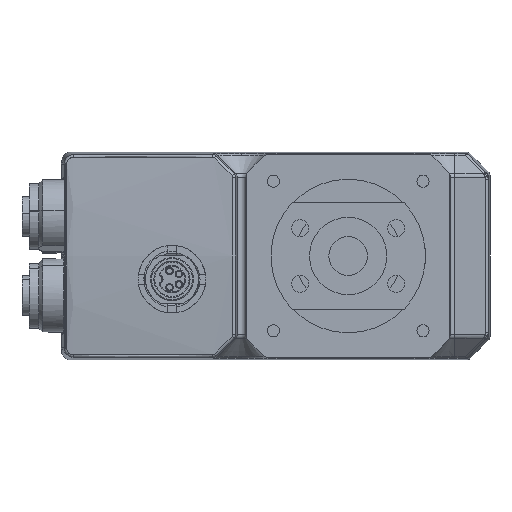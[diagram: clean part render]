
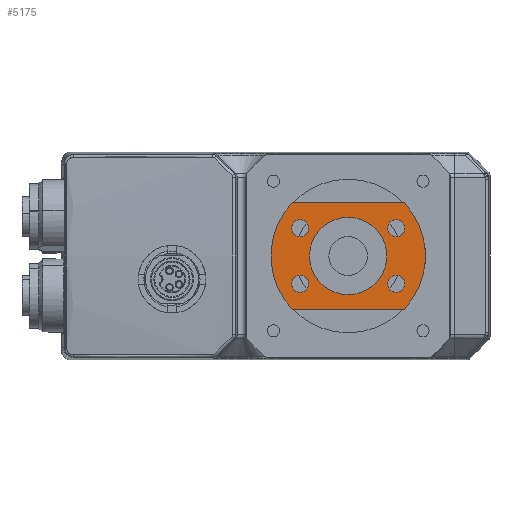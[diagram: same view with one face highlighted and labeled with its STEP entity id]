
A CAD part, front view. The second image highlights one B-rep face of the part: STEP entity #5175.
In plain terms, the highlighted planar face has unit normal (0, -1, 0).
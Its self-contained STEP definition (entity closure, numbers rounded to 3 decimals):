
#93 = EDGE_CURVE ( 'NONE', #21195, #26764, #11886, .T. ) ;
#181 = CARTESIAN_POINT ( 'NONE',  ( 9.959, -100.629, 4. ) ) ;
#536 = VERTEX_POINT ( 'NONE', #29650 ) ;
#1010 = VERTEX_POINT ( 'NONE', #29370 ) ;
#1646 = AXIS2_PLACEMENT_3D ( 'NONE', #8892, #27851, #19211 ) ;
#1719 = LINE ( 'NONE', #34819, #5479 ) ;
#2496 = CARTESIAN_POINT ( 'NONE',  ( 9.959, -100.629, -5.75 ) ) ;
#3709 = FACE_BOUND ( 'NONE', #23437, .T. ) ;
#4126 = FACE_BOUND ( 'NONE', #21151, .T. ) ;
#4289 = EDGE_CURVE ( 'NONE', #28634, #30737, #1719, .T. ) ;
#4769 = VERTEX_POINT ( 'NONE', #26377 ) ;
#4807 = CIRCLE ( 'NONE', #13737, 16. ) ;
#5175 = ADVANCED_FACE ( 'NONE', ( #33350, #3709, #30401, #28693, #4126, #8772 ), #11377, .F. ) ;
#5257 = DIRECTION ( 'NONE',  ( 0., 0., -1. ) ) ;
#5280 = DIRECTION ( 'NONE',  ( 0., 1., 0. ) ) ;
#5352 = CIRCLE ( 'NONE', #28241, 1.75 ) ;
#5438 = DIRECTION ( 'NONE',  ( -1., 0., 0. ) ) ;
#5479 = VECTOR ( 'NONE', #5438, 1000. ) ;
#5820 = ORIENTED_EDGE ( 'NONE', *, *, #93, .F. ) ;
#6041 = AXIS2_PLACEMENT_3D ( 'NONE', #9266, #28457, #27989 ) ;
#6279 = EDGE_LOOP ( 'NONE', ( #23945, #19505 ) ) ;
#6578 = EDGE_LOOP ( 'NONE', ( #23377, #9427, #5820, #12595 ) ) ;
#6669 = ORIENTED_EDGE ( 'NONE', *, *, #24547, .T. ) ;
#7726 = AXIS2_PLACEMENT_3D ( 'NONE', #32215, #26409, #34680 ) ;
#7844 = DIRECTION ( 'NONE',  ( 0., 0., -1. ) ) ;
#8089 = DIRECTION ( 'NONE',  ( 1., 0., 0. ) ) ;
#8500 = CIRCLE ( 'NONE', #6041, 1.75 ) ;
#8772 = FACE_OUTER_BOUND ( 'NONE', #6578, .T. ) ;
#8786 = DIRECTION ( 'NONE',  ( 0., 0., -1. ) ) ;
#8892 = CARTESIAN_POINT ( 'NONE',  ( 0., -100.629, 0. ) ) ;
#9266 = CARTESIAN_POINT ( 'NONE',  ( 9.959, -100.629, -5.75 ) ) ;
#9325 = EDGE_CURVE ( 'NONE', #10208, #536, #5352, .T. ) ;
#9345 = VECTOR ( 'NONE', #8089, 1000. ) ;
#9403 = AXIS2_PLACEMENT_3D ( 'NONE', #26824, #13184, #32158 ) ;
#9414 = DIRECTION ( 'NONE',  ( 0., 1., 0. ) ) ;
#9427 = ORIENTED_EDGE ( 'NONE', *, *, #13555, .F. ) ;
#10072 = CARTESIAN_POINT ( 'NONE',  ( -9.959, -100.629, -5.75 ) ) ;
#10128 = CIRCLE ( 'NONE', #10957, 1.75 ) ;
#10208 = VERTEX_POINT ( 'NONE', #26782 ) ;
#10308 = DIRECTION ( 'NONE',  ( 0., 1., 0. ) ) ;
#10743 = EDGE_CURVE ( 'NONE', #30737, #21195, #4807, .T. ) ;
#10957 = AXIS2_PLACEMENT_3D ( 'NONE', #10072, #10308, #7844 ) ;
#11212 = EDGE_CURVE ( 'NONE', #17195, #12270, #15781, .T. ) ;
#11296 = CARTESIAN_POINT ( 'NONE',  ( 9.959, -100.629, 7.5 ) ) ;
#11377 = PLANE ( 'NONE',  #24408 ) ;
#11629 = CARTESIAN_POINT ( 'NONE',  ( -8., -100.629, 0. ) ) ;
#11698 = DIRECTION ( 'NONE',  ( 0., 0., -1. ) ) ;
#11886 = LINE ( 'NONE', #24332, #9345 ) ;
#12108 = AXIS2_PLACEMENT_3D ( 'NONE', #31084, #9414, #23172 ) ;
#12267 = AXIS2_PLACEMENT_3D ( 'NONE', #29802, #32281, #5257 ) ;
#12270 = VERTEX_POINT ( 'NONE', #181 ) ;
#12595 = ORIENTED_EDGE ( 'NONE', *, *, #10743, .F. ) ;
#13184 = DIRECTION ( 'NONE',  ( 0., 1., 0. ) ) ;
#13254 = EDGE_CURVE ( 'NONE', #4769, #28361, #27687, .T. ) ;
#13451 = DIRECTION ( 'NONE',  ( 0., 0., -1. ) ) ;
#13492 = CIRCLE ( 'NONE', #33085, 1.75 ) ;
#13554 = ORIENTED_EDGE ( 'NONE', *, *, #9325, .T. ) ;
#13555 = EDGE_CURVE ( 'NONE', #26764, #28634, #29336, .T. ) ;
#13737 = AXIS2_PLACEMENT_3D ( 'NONE', #19850, #30878, #11698 ) ;
#14171 = VERTEX_POINT ( 'NONE', #21630 ) ;
#14238 = DIRECTION ( 'NONE',  ( 0., 1., 0. ) ) ;
#15543 = VERTEX_POINT ( 'NONE', #33107 ) ;
#15781 = CIRCLE ( 'NONE', #23110, 1.75 ) ;
#16240 = ORIENTED_EDGE ( 'NONE', *, *, #32825, .T. ) ;
#16267 = ORIENTED_EDGE ( 'NONE', *, *, #32607, .T. ) ;
#16999 = EDGE_CURVE ( 'NONE', #23576, #14171, #13492, .T. ) ;
#17195 = VERTEX_POINT ( 'NONE', #11296 ) ;
#17320 = CIRCLE ( 'NONE', #9403, 8. ) ;
#18040 = EDGE_CURVE ( 'NONE', #1010, #15543, #26913, .T. ) ;
#18507 = EDGE_CURVE ( 'NONE', #12270, #17195, #31076, .T. ) ;
#18796 = DIRECTION ( 'NONE',  ( 0., 0., -1. ) ) ;
#19211 = DIRECTION ( 'NONE',  ( 0., 0., -1. ) ) ;
#19464 = CARTESIAN_POINT ( 'NONE',  ( 0., -100.629, 8. ) ) ;
#19505 = ORIENTED_EDGE ( 'NONE', *, *, #21049, .T. ) ;
#19850 = CARTESIAN_POINT ( 'NONE',  ( 0., -100.629, 0. ) ) ;
#21049 = EDGE_CURVE ( 'NONE', #14171, #23576, #8500, .T. ) ;
#21151 = EDGE_LOOP ( 'NONE', ( #24417, #16240 ) ) ;
#21161 = CARTESIAN_POINT ( 'NONE',  ( 11.619, -100.629, 11. ) ) ;
#21195 = VERTEX_POINT ( 'NONE', #23375 ) ;
#21630 = CARTESIAN_POINT ( 'NONE',  ( 9.959, -100.629, -4. ) ) ;
#23110 = AXIS2_PLACEMENT_3D ( 'NONE', #29467, #5280, #18796 ) ;
#23172 = DIRECTION ( 'NONE',  ( 0., 0., -1. ) ) ;
#23375 = CARTESIAN_POINT ( 'NONE',  ( -11.619, -100.629, 11. ) ) ;
#23377 = ORIENTED_EDGE ( 'NONE', *, *, #4289, .F. ) ;
#23437 = EDGE_LOOP ( 'NONE', ( #13554, #6669 ) ) ;
#23560 = ORIENTED_EDGE ( 'NONE', *, *, #11212, .T. ) ;
#23576 = VERTEX_POINT ( 'NONE', #25431 ) ;
#23743 = CIRCLE ( 'NONE', #12108, 1.75 ) ;
#23945 = ORIENTED_EDGE ( 'NONE', *, *, #16999, .T. ) ;
#24332 = CARTESIAN_POINT ( 'NONE',  ( -8., -100.629, 11. ) ) ;
#24408 = AXIS2_PLACEMENT_3D ( 'NONE', #11629, #14238, #8786 ) ;
#24417 = ORIENTED_EDGE ( 'NONE', *, *, #13254, .T. ) ;
#24547 = EDGE_CURVE ( 'NONE', #536, #10208, #10128, .T. ) ;
#24752 = AXIS2_PLACEMENT_3D ( 'NONE', #28034, #25206, #33473 ) ;
#25206 = DIRECTION ( 'NONE',  ( 0., 1., 0. ) ) ;
#25431 = CARTESIAN_POINT ( 'NONE',  ( 9.959, -100.629, -7.5 ) ) ;
#25615 = CARTESIAN_POINT ( 'NONE',  ( -11.619, -100.629, -11. ) ) ;
#26377 = CARTESIAN_POINT ( 'NONE',  ( 0., -100.629, -8. ) ) ;
#26409 = DIRECTION ( 'NONE',  ( 0., 1., 0. ) ) ;
#26764 = VERTEX_POINT ( 'NONE', #21161 ) ;
#26782 = CARTESIAN_POINT ( 'NONE',  ( -9.959, -100.629, -7.5 ) ) ;
#26824 = CARTESIAN_POINT ( 'NONE',  ( 0., -100.629, 0. ) ) ;
#26913 = CIRCLE ( 'NONE', #24752, 1.75 ) ;
#27263 = EDGE_LOOP ( 'NONE', ( #30045, #23560 ) ) ;
#27687 = CIRCLE ( 'NONE', #1646, 8. ) ;
#27851 = DIRECTION ( 'NONE',  ( 0., 1., 0. ) ) ;
#27989 = DIRECTION ( 'NONE',  ( 0., 0., -1. ) ) ;
#28034 = CARTESIAN_POINT ( 'NONE',  ( -9.959, -100.629, 5.75 ) ) ;
#28241 = AXIS2_PLACEMENT_3D ( 'NONE', #30862, #33576, #34032 ) ;
#28361 = VERTEX_POINT ( 'NONE', #19464 ) ;
#28457 = DIRECTION ( 'NONE',  ( 0., 1., 0. ) ) ;
#28634 = VERTEX_POINT ( 'NONE', #30726 ) ;
#28693 = FACE_BOUND ( 'NONE', #6279, .T. ) ;
#29336 = CIRCLE ( 'NONE', #7726, 16. ) ;
#29370 = CARTESIAN_POINT ( 'NONE',  ( -9.959, -100.629, 7.5 ) ) ;
#29467 = CARTESIAN_POINT ( 'NONE',  ( 9.959, -100.629, 5.75 ) ) ;
#29650 = CARTESIAN_POINT ( 'NONE',  ( -9.959, -100.629, -4. ) ) ;
#29802 = CARTESIAN_POINT ( 'NONE',  ( 9.959, -100.629, 5.75 ) ) ;
#30045 = ORIENTED_EDGE ( 'NONE', *, *, #18507, .T. ) ;
#30401 = FACE_BOUND ( 'NONE', #27263, .T. ) ;
#30726 = CARTESIAN_POINT ( 'NONE',  ( 11.619, -100.629, -11. ) ) ;
#30737 = VERTEX_POINT ( 'NONE', #25615 ) ;
#30862 = CARTESIAN_POINT ( 'NONE',  ( -9.959, -100.629, -5.75 ) ) ;
#30878 = DIRECTION ( 'NONE',  ( 0., 1., 0. ) ) ;
#31076 = CIRCLE ( 'NONE', #12267, 1.75 ) ;
#31084 = CARTESIAN_POINT ( 'NONE',  ( -9.959, -100.629, 5.75 ) ) ;
#32069 = EDGE_LOOP ( 'NONE', ( #16267, #32824 ) ) ;
#32158 = DIRECTION ( 'NONE',  ( 0., 0., -1. ) ) ;
#32215 = CARTESIAN_POINT ( 'NONE',  ( 0., -100.629, 0. ) ) ;
#32281 = DIRECTION ( 'NONE',  ( 0., 1., 0. ) ) ;
#32428 = DIRECTION ( 'NONE',  ( 0., 1., 0. ) ) ;
#32607 = EDGE_CURVE ( 'NONE', #15543, #1010, #23743, .T. ) ;
#32824 = ORIENTED_EDGE ( 'NONE', *, *, #18040, .T. ) ;
#32825 = EDGE_CURVE ( 'NONE', #28361, #4769, #17320, .T. ) ;
#33085 = AXIS2_PLACEMENT_3D ( 'NONE', #2496, #32428, #13451 ) ;
#33107 = CARTESIAN_POINT ( 'NONE',  ( -9.959, -100.629, 4. ) ) ;
#33350 = FACE_BOUND ( 'NONE', #32069, .T. ) ;
#33473 = DIRECTION ( 'NONE',  ( 0., 0., -1. ) ) ;
#33576 = DIRECTION ( 'NONE',  ( 0., 1., 0. ) ) ;
#34032 = DIRECTION ( 'NONE',  ( 0., 0., -1. ) ) ;
#34680 = DIRECTION ( 'NONE',  ( 0., 0., -1. ) ) ;
#34819 = CARTESIAN_POINT ( 'NONE',  ( -8., -100.629, -11. ) ) ;
